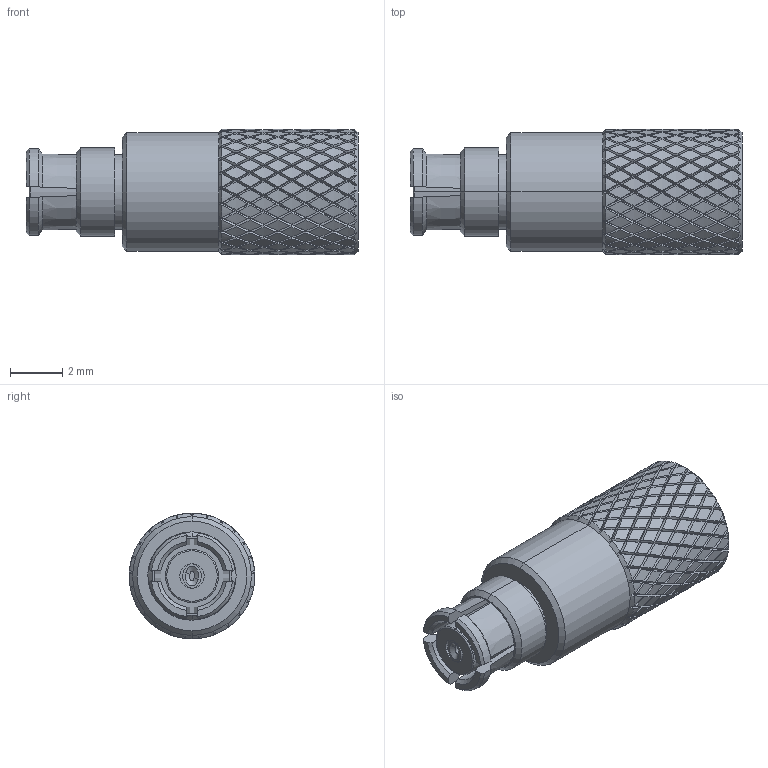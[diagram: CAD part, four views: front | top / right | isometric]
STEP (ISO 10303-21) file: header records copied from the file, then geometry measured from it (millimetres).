
FILE_DESCRIPTION (( 'STEP AP203' ), '1' );
FILE_NAME ('PE6183.step', '2018-11-14T16:27:43', ( '' ), ( '' ), 'SwSTEP 2.0', 'SolidWorks 2017', '' );
FILE_SCHEMA (( 'CONFIG_CONTROL_DESIGN' ));
Products named in the file (1): PE6183
Bounding box: 12.7 x 4.8 x 4.8 mm (x, y, z)
Volume: 176.7 mm3; surface area: 314 mm2
Topology: 3 solids, 3 shells, 1475 faces, 3111 edges, 1649 vertices
Faces by surface type: bspline 1114, cylinder 307, plane 27, cone 25, torus 2
Entity records: 60300 total; most frequent: CARTESIAN_POINT 41263, ORIENTED_EDGE 6222, EDGE_CURVE 3111, VERTEX_POINT 1649, EDGE_LOOP 1484, ADVANCED_FACE 1475, FACE_OUTER_BOUND 1475, B_SPLINE_CURVE_WITH_KNOTS 1238
